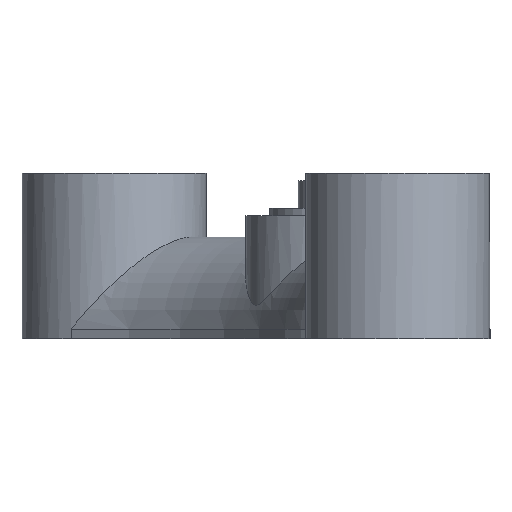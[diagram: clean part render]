
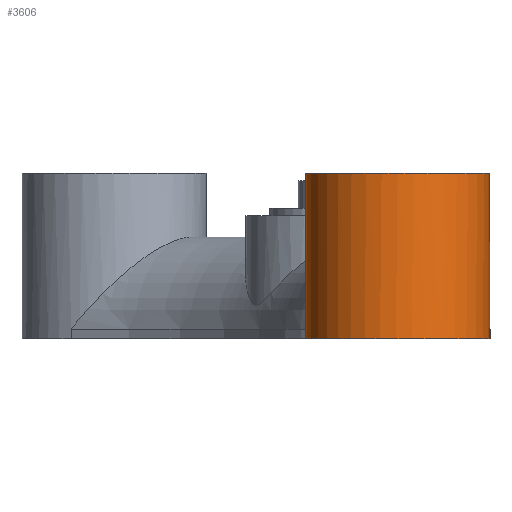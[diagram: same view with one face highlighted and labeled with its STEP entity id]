
A CAD part, front view. The second image highlights one B-rep face of the part: STEP entity #3606.
In plain terms, the highlighted cylindrical face has radius 9.5 mm (diameter 19 mm), a partial arc.
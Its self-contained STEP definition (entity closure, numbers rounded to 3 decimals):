
#46 = AXIS2_PLACEMENT_3D ( 'NONE', #2932, #2933, #2934 ) ;
#47 = AXIS2_PLACEMENT_3D ( 'NONE', #2928, #2929, #2930 ) ;
#108 = EDGE_CURVE ( 'NONE', #1821, #1560, #3697, .T. ) ;
#110 = EDGE_CURVE ( 'NONE', #1560, #1562, #3700, .T. ) ;
#111 = EDGE_CURVE ( 'NONE', #2190, #1562, #3703, .T. ) ;
#113 = EDGE_CURVE ( 'NONE', #2970, #2190, #3702, .T. ) ;
#117 = EDGE_CURVE ( 'NONE', #1564, #2970, #2164, .T. ) ;
#120 = EDGE_CURVE ( 'NONE', #1821, #1564, #3714, .T. ) ;
#470 = CARTESIAN_POINT ( 'NONE',  ( 4.277, -25.137, 0. ) ) ;
#471 = CARTESIAN_POINT ( 'NONE',  ( 4.277, -25.137, 17.1 ) ) ;
#474 = CARTESIAN_POINT ( 'NONE',  ( 23.277, -25.137, 1.326 ) ) ;
#650 = AXIS2_PLACEMENT_3D ( 'NONE', #4678, #4676, #4674 ) ;
#683 = ORIENTED_EDGE ( 'NONE', *, *, #108, .T. ) ;
#695 = ORIENTED_EDGE ( 'NONE', *, *, #117, .F. ) ;
#696 = ORIENTED_EDGE ( 'NONE', *, *, #120, .F. ) ;
#699 = ORIENTED_EDGE ( 'NONE', *, *, #111, .F. ) ;
#705 = ORIENTED_EDGE ( 'NONE', *, *, #113, .F. ) ;
#1560 = VERTEX_POINT ( 'NONE', #471 ) ;
#1562 = VERTEX_POINT ( 'NONE', #470 ) ;
#1564 = VERTEX_POINT ( 'NONE', #474 ) ;
#1737 = FACE_OUTER_BOUND ( 'NONE', #4897, .T. ) ;
#1746 = CYLINDRICAL_SURFACE ( 'NONE', #650, 9.5 ) ;
#1821 = VERTEX_POINT ( 'NONE', #3330 ) ;
#2164 = B_SPLINE_CURVE_WITH_KNOTS ( 'NONE', 3,
 ( #2950, #2949, #2944, #2951 ),
 .UNSPECIFIED., .F., .F.,
 ( 4, 4 ),
 ( 0.006, 0.006 ),
 .UNSPECIFIED. ) ;
#2190 = VERTEX_POINT ( 'NONE', #3361 ) ;
#2926 = DIRECTION ( 'NONE',  ( 0., 0., -1. ) ) ;
#2927 = CARTESIAN_POINT ( 'NONE',  ( 4.277, -25.137, 10.5 ) ) ;
#2928 = CARTESIAN_POINT ( 'NONE',  ( 13.777, -25.137, 17.1 ) ) ;
#2929 = DIRECTION ( 'NONE',  ( 0., 0., -1. ) ) ;
#2930 = DIRECTION ( 'NONE',  ( -1., 0., 0. ) ) ;
#2931 = DIRECTION ( 'NONE',  ( 0., 0., -1. ) ) ;
#2932 = CARTESIAN_POINT ( 'NONE',  ( 13.777, -25.137, 0. ) ) ;
#2933 = DIRECTION ( 'NONE',  ( 0., 0., -1. ) ) ;
#2934 = DIRECTION ( 'NONE',  ( -1., 0., 0. ) ) ;
#2935 = CARTESIAN_POINT ( 'NONE',  ( 23.271, -25.49, 10.5 ) ) ;
#2944 = CARTESIAN_POINT ( 'NONE',  ( 23.275, -25.374, 1.108 ) ) ;
#2949 = CARTESIAN_POINT ( 'NONE',  ( 23.277, -25.255, 1.217 ) ) ;
#2950 = CARTESIAN_POINT ( 'NONE',  ( 23.277, -25.137, 1.326 ) ) ;
#2951 = CARTESIAN_POINT ( 'NONE',  ( 23.271, -25.49, 1. ) ) ;
#2952 = CARTESIAN_POINT ( 'NONE',  ( 23.277, -25.137, 10.5 ) ) ;
#2959 = DIRECTION ( 'NONE',  ( 0., 0., -1. ) ) ;
#2970 = VERTEX_POINT ( 'NONE', #5087 ) ;
#3330 = CARTESIAN_POINT ( 'NONE',  ( 23.277, -25.137, 17.1 ) ) ;
#3361 = CARTESIAN_POINT ( 'NONE',  ( 23.271, -25.49, 0. ) ) ;
#3606 = ADVANCED_FACE ( 'NONE', ( #1737 ), #1746, .T. ) ;
#3697 = CIRCLE ( 'NONE', #47, 9.5 ) ;
#3700 = LINE ( 'NONE', #2927, #3704 ) ;
#3702 = LINE ( 'NONE', #2935, #3708 ) ;
#3703 = CIRCLE ( 'NONE', #46, 9.5 ) ;
#3704 = VECTOR ( 'NONE', #2926, 1000. ) ;
#3708 = VECTOR ( 'NONE', #2931, 1000. ) ;
#3714 = LINE ( 'NONE', #2952, #3717 ) ;
#3717 = VECTOR ( 'NONE', #2959, 1000. ) ;
#4674 = DIRECTION ( 'NONE',  ( 1., 0., 0. ) ) ;
#4676 = DIRECTION ( 'NONE',  ( 0., 0., -1. ) ) ;
#4678 = CARTESIAN_POINT ( 'NONE',  ( 13.777, -25.137, 10.5 ) ) ;
#4808 = ORIENTED_EDGE ( 'NONE', *, *, #110, .T. ) ;
#4897 = EDGE_LOOP ( 'NONE', ( #683, #4808, #699, #705, #695, #696 ) ) ;
#5087 = CARTESIAN_POINT ( 'NONE',  ( 23.271, -25.49, 1. ) ) ;
